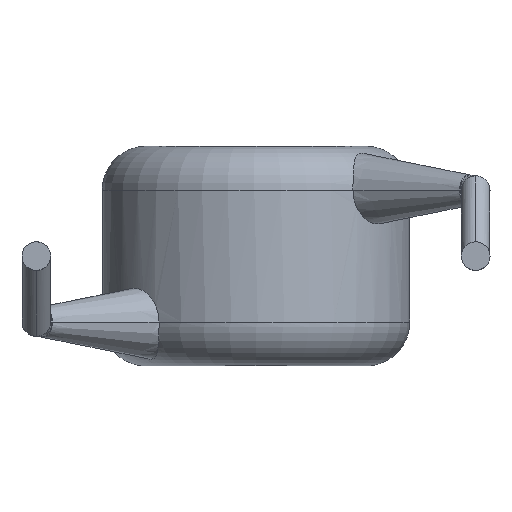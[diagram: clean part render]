
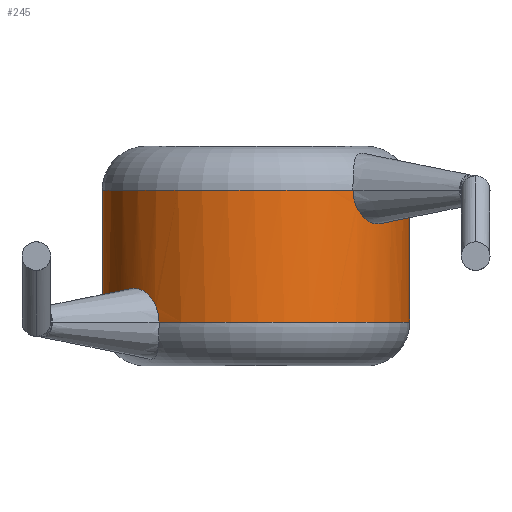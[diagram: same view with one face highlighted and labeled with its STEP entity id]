
A CAD part, front view. The second image highlights one B-rep face of the part: STEP entity #245.
In plain terms, the highlighted cylindrical face has radius 3.5 mm (diameter 7 mm), a partial arc.
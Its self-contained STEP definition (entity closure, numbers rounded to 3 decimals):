
#57 = CARTESIAN_POINT ( 'NONE',  ( 3.135, -1.563, 3.595 ) ) ;
#86 = CARTESIAN_POINT ( 'NONE',  ( 3.171, -1.482, 4. ) ) ;
#87 = CARTESIAN_POINT ( 'NONE',  ( 0., 0., 1. ) ) ;
#241 = B_SPLINE_CURVE_WITH_KNOTS ( 'NONE', 3,
 ( #3508, #1266, #1918, #2586, #614, #3262, #999, #2967, #3615, #57, #3669, #86 ),
 .UNSPECIFIED., .F., .F.,
 ( 4, 2, 2, 2, 2, 4 ),
 ( 0., 0., 0.001, 0.001, 0.002, 0.002 ),
 .UNSPECIFIED. ) ;
#245 = ADVANCED_FACE ( 'NONE', ( #1923 ), #3918, .T. ) ;
#248 = VERTEX_POINT ( 'NONE', #2665 ) ;
#265 = CARTESIAN_POINT ( 'NONE',  ( 0., 0., 4. ) ) ;
#267 = VECTOR ( 'NONE', #3356, 1000. ) ;
#331 = AXIS2_PLACEMENT_3D ( 'NONE', #1970, #993, #748 ) ;
#350 = DIRECTION ( 'NONE',  ( 1., 0., 0. ) ) ;
#493 = CARTESIAN_POINT ( 'NONE',  ( -3.5, 0., 4. ) ) ;
#587 = CARTESIAN_POINT ( 'NONE',  ( -2.992, -1.822, 1.689 ) ) ;
#614 = CARTESIAN_POINT ( 'NONE',  ( 2.331, -2.612, 3.524 ) ) ;
#641 = DIRECTION ( 'NONE',  ( 0., 0., -1. ) ) ;
#659 = ORIENTED_EDGE ( 'NONE', *, *, #3971, .T. ) ;
#707 = VERTEX_POINT ( 'NONE', #3390 ) ;
#748 = DIRECTION ( 'NONE',  ( -1., 0., 0. ) ) ;
#764 = EDGE_CURVE ( 'NONE', #1961, #3211, #241, .T. ) ;
#883 = EDGE_CURVE ( 'NONE', #2187, #1137, #2354, .T. ) ;
#890 = CARTESIAN_POINT ( 'NONE',  ( -2.331, -2.612, 1.476 ) ) ;
#896 = CIRCLE ( 'NONE', #2310, 3.5 ) ;
#916 = DIRECTION ( 'NONE',  ( 0., 0., 1. ) ) ;
#993 = DIRECTION ( 'NONE',  ( 0., 0., -1. ) ) ;
#999 = CARTESIAN_POINT ( 'NONE',  ( 2.633, -2.315, 3.231 ) ) ;
#1058 = EDGE_LOOP ( 'NONE', ( #2297, #659, #1082, #3932, #4021, #1127, #3586, #2935 ) ) ;
#1082 = ORIENTED_EDGE ( 'NONE', *, *, #764, .F. ) ;
#1103 = EDGE_CURVE ( 'NONE', #2187, #707, #3373, .T. ) ;
#1127 = ORIENTED_EDGE ( 'NONE', *, *, #3386, .T. ) ;
#1131 = EDGE_CURVE ( 'NONE', #1261, #1546, #4097, .T. ) ;
#1137 = VERTEX_POINT ( 'NONE', #2069 ) ;
#1199 = CARTESIAN_POINT ( 'NONE',  ( -3.171, -1.482, 1.206 ) ) ;
#1261 = VERTEX_POINT ( 'NONE', #493 ) ;
#1266 = CARTESIAN_POINT ( 'NONE',  ( 2.206, -2.717, 3.897 ) ) ;
#1489 = LINE ( 'NONE', #1504, #3569 ) ;
#1504 = CARTESIAN_POINT ( 'NONE',  ( 3.5, 0., 5. ) ) ;
#1520 = DIRECTION ( 'NONE',  ( 0., 0., -1. ) ) ;
#1546 = VERTEX_POINT ( 'NONE', #1922 ) ;
#1603 = CARTESIAN_POINT ( 'NONE',  ( -3.171, -1.482, 1. ) ) ;
#1623 = DIRECTION ( 'NONE',  ( 1., 0., 0. ) ) ;
#1719 = CARTESIAN_POINT ( 'NONE',  ( 3.171, -1.482, 4. ) ) ;
#1729 = AXIS2_PLACEMENT_3D ( 'NONE', #2714, #2751, #3704 ) ;
#1767 = CIRCLE ( 'NONE', #1729, 3.5 ) ;
#1808 = AXIS2_PLACEMENT_3D ( 'NONE', #87, #916, #1623 ) ;
#1918 = CARTESIAN_POINT ( 'NONE',  ( 2.223, -2.704, 3.796 ) ) ;
#1922 = CARTESIAN_POINT ( 'NONE',  ( -3.5, 0., 1. ) ) ;
#1923 = FACE_OUTER_BOUND ( 'NONE', #1058, .T. ) ;
#1946 = EDGE_CURVE ( 'NONE', #248, #707, #1489, .T. ) ;
#1961 = VERTEX_POINT ( 'NONE', #2163 ) ;
#1970 = CARTESIAN_POINT ( 'NONE',  ( 0., 0., 5. ) ) ;
#1999 = CARTESIAN_POINT ( 'NONE',  ( 0., 0., 1. ) ) ;
#2069 = CARTESIAN_POINT ( 'NONE',  ( -3.171, -1.482, 1. ) ) ;
#2163 = CARTESIAN_POINT ( 'NONE',  ( 2.206, -2.717, 4. ) ) ;
#2187 = VERTEX_POINT ( 'NONE', #2504 ) ;
#2220 = CARTESIAN_POINT ( 'NONE',  ( -2.883, -1.994, 1.77 ) ) ;
#2297 = ORIENTED_EDGE ( 'NONE', *, *, #1946, .F. ) ;
#2310 = AXIS2_PLACEMENT_3D ( 'NONE', #265, #641, #2893 ) ;
#2354 = B_SPLINE_CURVE_WITH_KNOTS ( 'NONE', 3,
 ( #3505, #3445, #3842, #2842, #890, #4165, #2808, #2220, #587, #2867, #1199, #1603 ),
 .UNSPECIFIED., .F., .F.,
 ( 4, 2, 2, 2, 2, 4 ),
 ( 0., 0., 0.001, 0.001, 0.002, 0.002 ),
 .UNSPECIFIED. ) ;
#2375 = CARTESIAN_POINT ( 'NONE',  ( -3.5, 0., 5. ) ) ;
#2504 = CARTESIAN_POINT ( 'NONE',  ( -2.206, -2.717, 1. ) ) ;
#2545 = AXIS2_PLACEMENT_3D ( 'NONE', #1999, #2683, #350 ) ;
#2586 = CARTESIAN_POINT ( 'NONE',  ( 2.285, -2.651, 3.609 ) ) ;
#2665 = CARTESIAN_POINT ( 'NONE',  ( 3.5, 0., 4. ) ) ;
#2683 = DIRECTION ( 'NONE',  ( 0., 0., 1. ) ) ;
#2687 = CIRCLE ( 'NONE', #1808, 3.5 ) ;
#2714 = CARTESIAN_POINT ( 'NONE',  ( 0., 0., 4. ) ) ;
#2751 = DIRECTION ( 'NONE',  ( 0., 0., -1. ) ) ;
#2808 = CARTESIAN_POINT ( 'NONE',  ( -2.633, -2.315, 1.769 ) ) ;
#2842 = CARTESIAN_POINT ( 'NONE',  ( -2.285, -2.651, 1.391 ) ) ;
#2867 = CARTESIAN_POINT ( 'NONE',  ( -3.135, -1.563, 1.405 ) ) ;
#2893 = DIRECTION ( 'NONE',  ( 1., 0., 0. ) ) ;
#2935 = ORIENTED_EDGE ( 'NONE', *, *, #1103, .T. ) ;
#2967 = CARTESIAN_POINT ( 'NONE',  ( 2.883, -1.994, 3.23 ) ) ;
#3211 = VERTEX_POINT ( 'NONE', #1719 ) ;
#3262 = CARTESIAN_POINT ( 'NONE',  ( 2.492, -2.462, 3.313 ) ) ;
#3356 = DIRECTION ( 'NONE',  ( 0., 0., -1. ) ) ;
#3373 = CIRCLE ( 'NONE', #2545, 3.5 ) ;
#3386 = EDGE_CURVE ( 'NONE', #1546, #1137, #2687, .T. ) ;
#3390 = CARTESIAN_POINT ( 'NONE',  ( 3.5, 0., 1. ) ) ;
#3445 = CARTESIAN_POINT ( 'NONE',  ( -2.206, -2.717, 1.103 ) ) ;
#3505 = CARTESIAN_POINT ( 'NONE',  ( -2.206, -2.717, 1. ) ) ;
#3508 = CARTESIAN_POINT ( 'NONE',  ( 2.206, -2.717, 4. ) ) ;
#3569 = VECTOR ( 'NONE', #1520, 1000. ) ;
#3586 = ORIENTED_EDGE ( 'NONE', *, *, #883, .F. ) ;
#3615 = CARTESIAN_POINT ( 'NONE',  ( 2.992, -1.822, 3.311 ) ) ;
#3669 = CARTESIAN_POINT ( 'NONE',  ( 3.171, -1.482, 3.794 ) ) ;
#3704 = DIRECTION ( 'NONE',  ( 1., 0., 0. ) ) ;
#3753 = EDGE_CURVE ( 'NONE', #1961, #1261, #896, .T. ) ;
#3842 = CARTESIAN_POINT ( 'NONE',  ( -2.223, -2.704, 1.204 ) ) ;
#3918 = CYLINDRICAL_SURFACE ( 'NONE', #331, 3.5 ) ;
#3932 = ORIENTED_EDGE ( 'NONE', *, *, #3753, .T. ) ;
#3971 = EDGE_CURVE ( 'NONE', #248, #3211, #1767, .T. ) ;
#4021 = ORIENTED_EDGE ( 'NONE', *, *, #1131, .T. ) ;
#4097 = LINE ( 'NONE', #2375, #267 ) ;
#4165 = CARTESIAN_POINT ( 'NONE',  ( -2.492, -2.462, 1.687 ) ) ;
